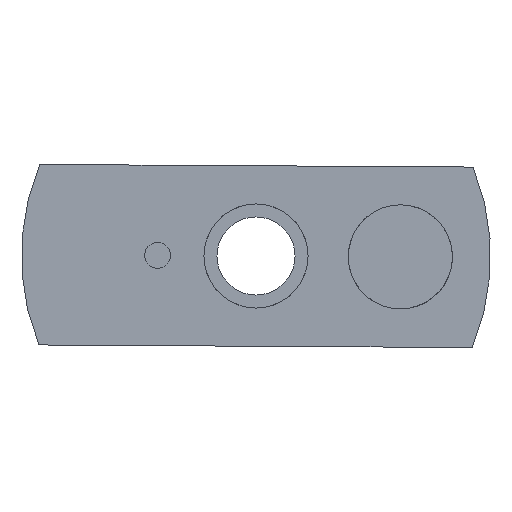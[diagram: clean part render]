
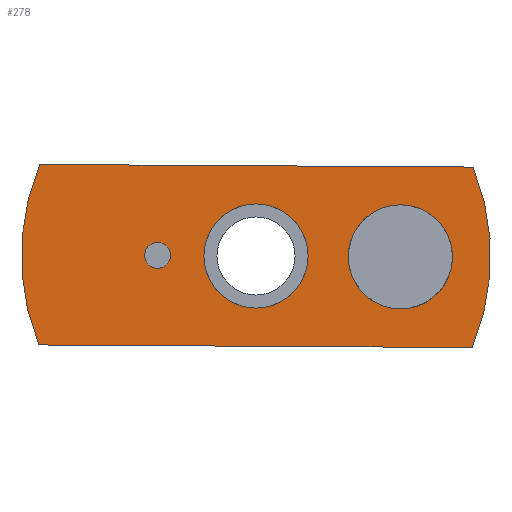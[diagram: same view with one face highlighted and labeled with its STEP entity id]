
A CAD part, left-side view. The second image highlights one B-rep face of the part: STEP entity #278.
In plain terms, the highlighted face is planar.
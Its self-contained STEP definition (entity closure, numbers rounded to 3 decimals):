
#18=LINE('',#502,#26);
#23=LINE('',#517,#31);
#26=VECTOR('',#414,1000.);
#31=VECTOR('',#427,1000.);
#104=ORIENTED_EDGE('',*,*,#140,.T.);
#105=ORIENTED_EDGE('',*,*,#138,.T.);
#106=ORIENTED_EDGE('',*,*,#136,.T.);
#107=ORIENTED_EDGE('',*,*,#125,.F.);
#108=ORIENTED_EDGE('',*,*,#141,.F.);
#109=ORIENTED_EDGE('',*,*,#132,.T.);
#110=ORIENTED_EDGE('',*,*,#129,.F.);
#125=EDGE_CURVE('',#151,#152,#18,.T.);
#129=EDGE_CURVE('',#152,#155,#173,.T.);
#132=EDGE_CURVE('',#157,#155,#23,.T.);
#136=EDGE_CURVE('',#160,#160,#176,.T.);
#138=EDGE_CURVE('',#162,#162,#178,.T.);
#140=EDGE_CURVE('',#164,#164,#180,.T.);
#141=EDGE_CURVE('',#157,#151,#181,.T.);
#151=VERTEX_POINT('',#503);
#152=VERTEX_POINT('',#504);
#155=VERTEX_POINT('',#512);
#157=VERTEX_POINT('',#518);
#160=VERTEX_POINT('',#526);
#162=VERTEX_POINT('',#531);
#164=VERTEX_POINT('',#536);
#173=CIRCLE('',#364,14.3);
#176=CIRCLE('',#369,3.175);
#178=CIRCLE('',#372,3.175);
#180=CIRCLE('',#375,0.794);
#181=CIRCLE('',#377,14.3);
#207=EDGE_LOOP('',(#104));
#208=EDGE_LOOP('',(#105));
#209=EDGE_LOOP('',(#106));
#210=EDGE_LOOP('',(#107,#108,#109,#110));
#241=FACE_BOUND('',#207,.T.);
#242=FACE_BOUND('',#208,.T.);
#243=FACE_BOUND('',#209,.T.);
#244=FACE_BOUND('',#210,.T.);
#262=PLANE('',#380);
#278=ADVANCED_FACE('',(#241,#242,#243,#244),#262,.F.);
#364=AXIS2_PLACEMENT_3D('',#511,#420,#421);
#369=AXIS2_PLACEMENT_3D('',#525,#434,#435);
#372=AXIS2_PLACEMENT_3D('',#530,#440,#441);
#375=AXIS2_PLACEMENT_3D('',#535,#446,#447);
#377=AXIS2_PLACEMENT_3D('',#538,#450,#451);
#380=AXIS2_PLACEMENT_3D('',#541,#456,#457);
#414=DIRECTION('',(1.,0.,0.));
#420=DIRECTION('',(0.,0.,1.));
#421=DIRECTION('',(1.,0.,0.));
#427=DIRECTION('',(1.,0.,0.));
#434=DIRECTION('',(0.,0.,1.));
#435=DIRECTION('',(1.,0.,0.));
#440=DIRECTION('',(0.,0.,1.));
#441=DIRECTION('',(1.,0.,0.));
#446=DIRECTION('',(0.,0.,1.));
#447=DIRECTION('',(1.,0.,0.));
#450=DIRECTION('',(0.,0.,1.));
#451=DIRECTION('',(1.,0.,0.));
#456=DIRECTION('',(0.,0.,1.));
#457=DIRECTION('',(1.,0.,0.));
#502=CARTESIAN_POINT('',(0.,-5.5,0.));
#503=CARTESIAN_POINT('',(-13.2,-5.5,0.));
#504=CARTESIAN_POINT('',(13.2,-5.5,0.));
#511=CARTESIAN_POINT('',(0.,0.,0.));
#512=CARTESIAN_POINT('',(13.2,5.5,0.));
#517=CARTESIAN_POINT('',(0.,5.5,0.));
#518=CARTESIAN_POINT('',(-13.2,5.5,0.));
#525=CARTESIAN_POINT('',(8.8,0.,0.));
#526=CARTESIAN_POINT('',(11.975,0.,0.));
#530=CARTESIAN_POINT('',(0.,0.,0.));
#531=CARTESIAN_POINT('',(3.175,0.,0.));
#535=CARTESIAN_POINT('',(-6.,0.,0.));
#536=CARTESIAN_POINT('',(-5.206,0.,0.));
#538=CARTESIAN_POINT('',(0.,0.,0.));
#541=CARTESIAN_POINT('',(0.,-23.976,0.));
